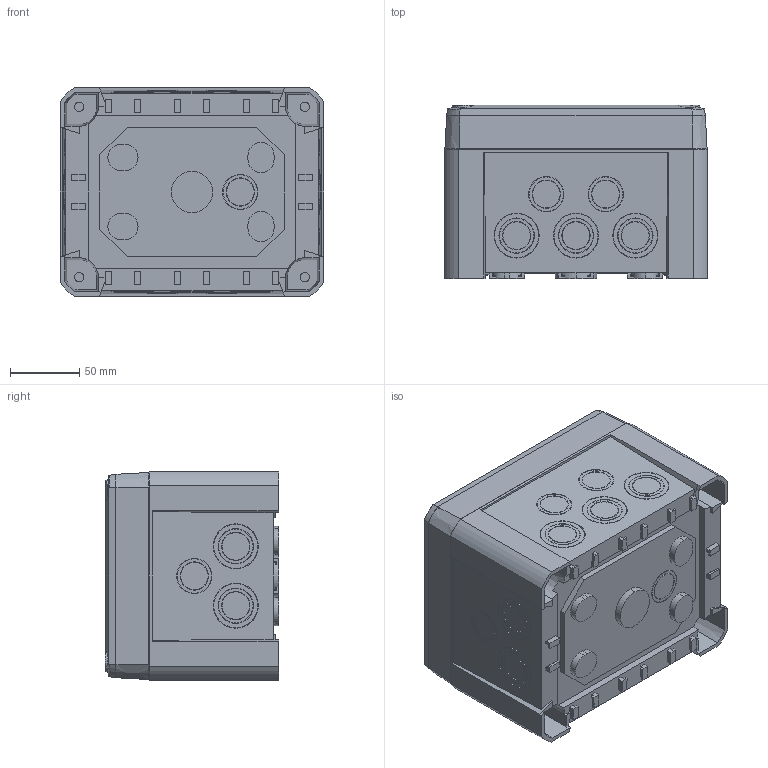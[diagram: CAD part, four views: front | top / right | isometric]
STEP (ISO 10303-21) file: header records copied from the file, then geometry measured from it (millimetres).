
FILE_DESCRIPTION (( 'STEP AP214' ), '1' );
FILE_NAME ('2005066.STP', '2021-01-12T07:11:19', ( '' ), ( '' ), 'SwSTEP 2.0', 'SolidWorks 2020', '' );
FILE_SCHEMA (( 'AUTOMOTIVE_DESIGN' ));
Length unit declared in the file: millimetre
Products named in the file (9): ED910-25_S-Serie; 2005066; 087700_Standard; ED170-04-02_Standard; 113230_Standart; 050522_Deckel-X10-RAL7035; 116133_55; ED910-20_S-Serie; 076708_S916BC 9-Ab”-JB
Assembly tree (16 placements, depth 3):
  2005066
    076708_S916BC 9-Ab”-JB
    113230_Standart
      050522_Deckel-X10-RAL7035
    087700_Standard  x4
    ED170-04-02_Standard  x4
    ED910-20_S-Serie  x2
    ED910-25_S-Serie  x2
    116133_55
Bounding box: 190.5 x 125.41 x 150.9 mm (x, y, z)
Volume: 927347.9 mm3; surface area: 337210.1 mm2
Topology: 15 solids, 15 shells, 1112 faces, 2648 edges, 1698 vertices
Faces by surface type: plane 592, cylinder 388, cone 124, bspline 8
Entity records: 29222 total; most frequent: CARTESIAN_POINT 5461, DIRECTION 4864, ORIENTED_EDGE 4636, EDGE_CURVE 2318, AXIS2_PLACEMENT_3D 1688, VERTEX_POINT 1501, LINE 1488, VECTOR 1488
